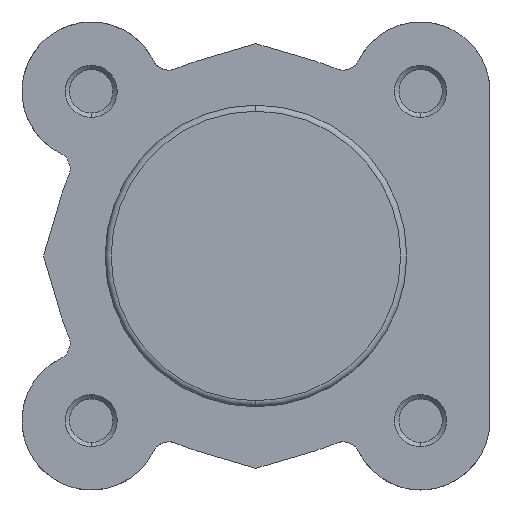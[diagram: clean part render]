
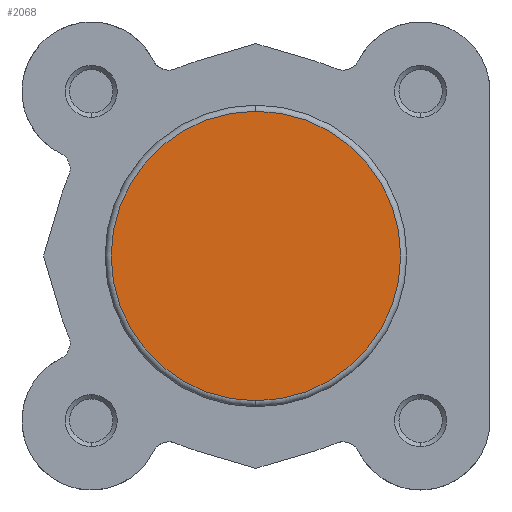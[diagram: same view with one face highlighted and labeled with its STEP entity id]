
A CAD part, left-side view. The second image highlights one B-rep face of the part: STEP entity #2068.
In plain terms, the highlighted planar face has unit normal (-1, 0, 0).
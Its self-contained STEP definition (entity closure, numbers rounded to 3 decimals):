
#9 = CARTESIAN_POINT ( 'NONE',  ( 0., 0., -16.7 ) ) ;
#327 = VERTEX_POINT ( 'NONE', #9 ) ;
#367 = VERTEX_POINT ( 'NONE', #516 ) ;
#516 = CARTESIAN_POINT ( 'NONE',  ( 0., 0., 16.7 ) ) ;
#582 = DIRECTION ( 'NONE',  ( -1., 0., 0. ) ) ;
#615 = DIRECTION ( 'NONE',  ( 0., 0., 1. ) ) ;
#621 = CARTESIAN_POINT ( 'NONE',  ( 0., 0., 0. ) ) ;
#1084 = EDGE_CURVE ( 'NONE', #327, #367, #4797, .T. ) ;
#1460 = EDGE_CURVE ( 'NONE', #367, #327, #5326, .T. ) ;
#1589 = AXIS2_PLACEMENT_3D ( 'NONE', #621, #582, #615 ) ;
#1782 = AXIS2_PLACEMENT_3D ( 'NONE', #6341, #6342, #6343 ) ;
#1917 = AXIS2_PLACEMENT_3D ( 'NONE', #3067, #3077, #3078 ) ;
#2068 = ADVANCED_FACE ( 'NONE', ( #2482 ), #3064, .T. ) ;
#2482 = FACE_OUTER_BOUND ( 'NONE', #6794, .T. ) ;
#3064 = PLANE ( 'NONE',  #1917 ) ;
#3067 = CARTESIAN_POINT ( 'NONE',  ( 0., -17.4, 0. ) ) ;
#3077 = DIRECTION ( 'NONE',  ( -1., 0., 0. ) ) ;
#3078 = DIRECTION ( 'NONE',  ( 0., 0., 1. ) ) ;
#3943 = ORIENTED_EDGE ( 'NONE', *, *, #1460, .T. ) ;
#4055 = ORIENTED_EDGE ( 'NONE', *, *, #1084, .T. ) ;
#4797 = CIRCLE ( 'NONE', #1589, 16.7 ) ;
#5326 = CIRCLE ( 'NONE', #1782, 16.7 ) ;
#6341 = CARTESIAN_POINT ( 'NONE',  ( 0., 0., 0. ) ) ;
#6342 = DIRECTION ( 'NONE',  ( -1., 0., 0. ) ) ;
#6343 = DIRECTION ( 'NONE',  ( 0., 0., 1. ) ) ;
#6794 = EDGE_LOOP ( 'NONE', ( #3943, #4055 ) ) ;
